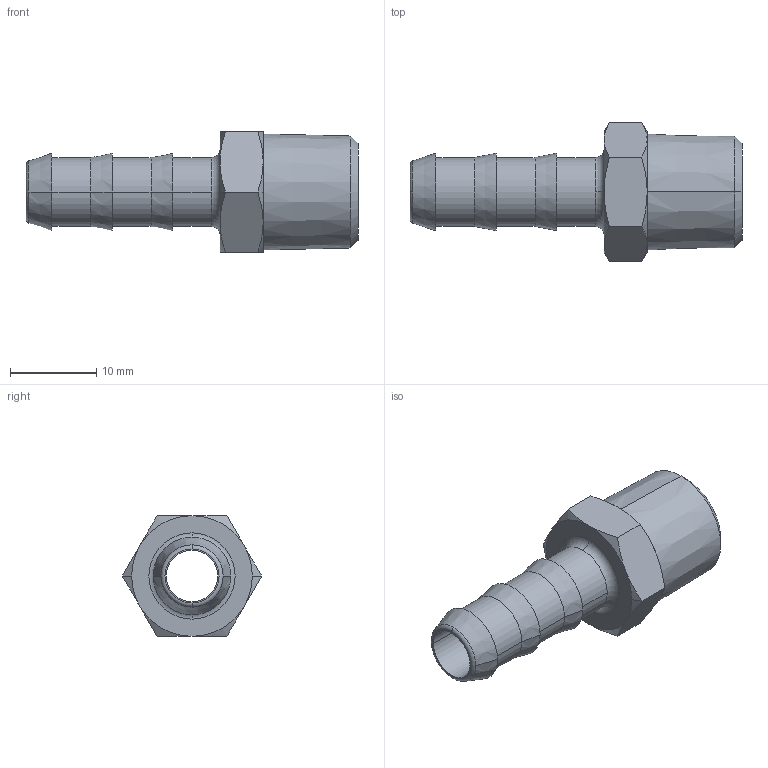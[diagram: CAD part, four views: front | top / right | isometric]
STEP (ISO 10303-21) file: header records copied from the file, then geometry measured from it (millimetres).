
FILE_DESCRIPTION(('STEP AP214'),'1');
FILE_NAME('0123_07_13.stp','2020-01-16T10:50:11',('TraceParts'),('TraceParts S.A.'),'Spatial InterOp 3D',' ',' ');
FILE_SCHEMA(('AUTOMOTIVE_DESIGN { 1 0 10303 214 1 1 1 1 }'));
Length unit declared in the file: millimetre
Products named in the file (1): 0123_07_13
Bounding box: 38.5 x 16.17 x 14 mm (x, y, z)
Volume: 2330.6 mm3; surface area: 2276.7 mm2
Topology: 1 solids, 1 shells, 55 faces, 120 edges, 72 vertices
Faces by surface type: cone 28, plane 13, cylinder 10, torus 4
Entity records: 1950 total; most frequent: CARTESIAN_POINT 296, DIRECTION 272, ORIENTED_EDGE 240, AXIS2_PLACEMENT_3D 120, EDGE_CURVE 120, VERTEX_POINT 72, CIRCLE 64, EDGE_LOOP 62
